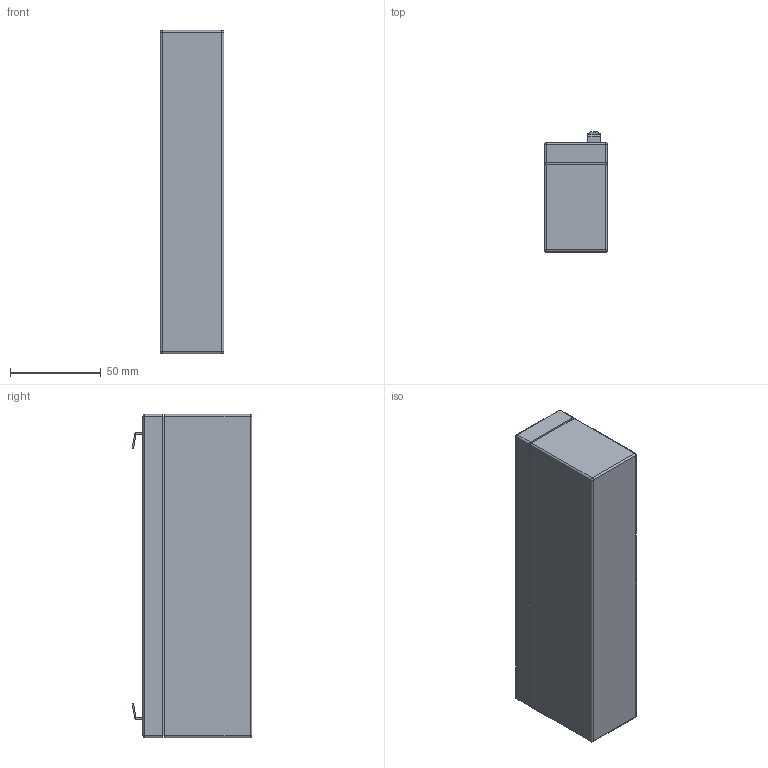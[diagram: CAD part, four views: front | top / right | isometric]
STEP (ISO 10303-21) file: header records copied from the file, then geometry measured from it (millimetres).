
FILE_DESCRIPTION (( 'STEP AP214' ), '1' );
FILE_NAME ('AC2.4-12.STEP', '2021-07-30T10:04:41', ( '' ), ( '' ), 'SwSTEP 2.0', 'SolidWorks 2020', '' );
FILE_SCHEMA (( 'AUTOMOTIVE_DESIGN' ));
Length unit declared in the file: millimetre
Products named in the file (1): AC2.4-12
Bounding box: 35 x 66 x 178 mm (x, y, z)
Volume: 373251.2 mm3; surface area: 38728.4 mm2
Topology: 1 solids, 1 shells, 86 faces, 220 edges, 132 vertices
Faces by surface type: plane 58, cylinder 20, sphere 8
Entity records: 2865 total; most frequent: CARTESIAN_POINT 434, DIRECTION 425, ORIENTED_EDGE 424, EDGE_CURVE 212, LINE 171, VECTOR 171, VERTEX_POINT 132, AXIS2_PLACEMENT_3D 127
